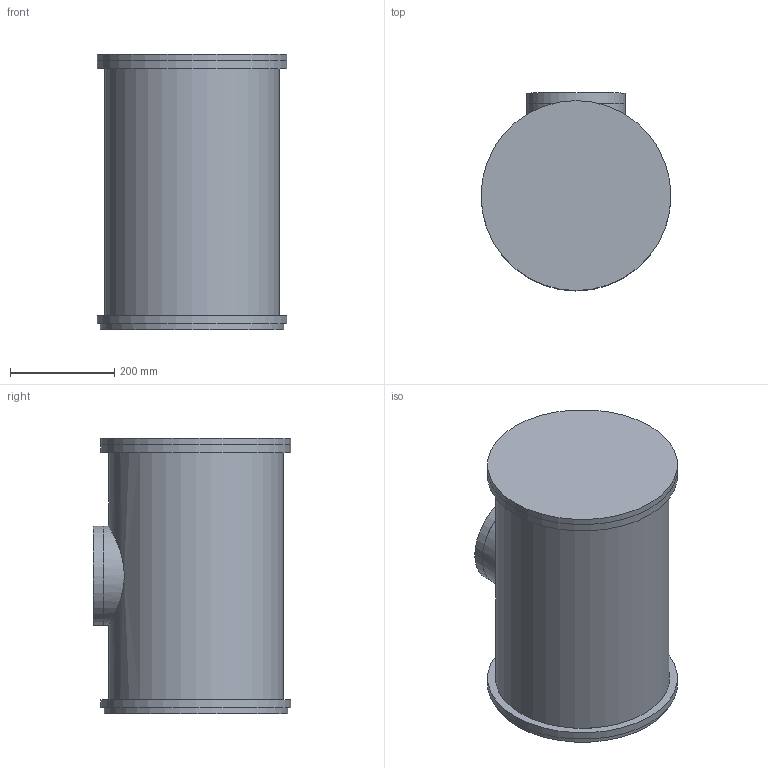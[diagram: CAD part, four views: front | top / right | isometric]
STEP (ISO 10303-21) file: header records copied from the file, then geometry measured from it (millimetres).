
FILE_DESCRIPTION(('FreeCAD Model'),'2;1');
FILE_NAME('output/everything.step','2017-05-02T08:11:47',('FreeCAD'),( 'FreeCAD'),'Open CASCADE STEP processor 7.1','FreeCAD','Unknown');
FILE_SCHEMA(('AUTOMOTIVE_DESIGN_CC2 { 1 2 10303 214 -1 1 5 4 }'));
Length unit declared in the file: millimetre
Products named in the file (24): Open CASCADE STEP translator 7.1 3; Open CASCADE STEP translator 7.1 3.1; Open CASCADE STEP translator 7.1 3.2; Open CASCADE STEP translator 7.1 3.3; Open CASCADE STEP translator 7.1 3.4; Open CASCADE STEP translator 7.1 3.5; Open CASCADE STEP translator 7.1 3.6; Open CASCADE STEP translator 7.1 3.7; Open CASCADE STEP translator 7.1 3.8; Open CASCADE STEP translator 7.1 3.9; Open CASCADE STEP translator 7.1 3.10; Open CASCADE STEP translator 7.1 3.11; Open CASCADE STEP translator 7.1 3.12; Open CASCADE STEP translator 7.1 3.13; Open CASCADE STEP translator 7.1 3.14; Open CASCADE STEP translator 7.1 3.15; Open CASCADE STEP translator 7.1 3.16; Open CASCADE STEP translator 7.1 3.17; Open CASCADE STEP translator 7.1 3.18; Open CASCADE STEP translator 7.1 3.19; Open CASCADE STEP translator 7.1 3.20; Open CASCADE STEP translator 7.1 3.21; Open CASCADE STEP translator 7.1 3.22; Open CASCADE STEP translator 7.1 3.23
Assembly tree (23 placements, depth 2):
  Open CASCADE STEP translator 7.1 3
    Open CASCADE STEP translator 7.1 3.1
    Open CASCADE STEP translator 7.1 3.2
    Open CASCADE STEP translator 7.1 3.3
    Open CASCADE STEP translator 7.1 3.4
    Open CASCADE STEP translator 7.1 3.5
    Open CASCADE STEP translator 7.1 3.6
    Open CASCADE STEP translator 7.1 3.7
    Open CASCADE STEP translator 7.1 3.8
    Open CASCADE STEP translator 7.1 3.9
    Open CASCADE STEP translator 7.1 3.10
    Open CASCADE STEP translator 7.1 3.11
    Open CASCADE STEP translator 7.1 3.12
    Open CASCADE STEP translator 7.1 3.13
    Open CASCADE STEP translator 7.1 3.14
    Open CASCADE STEP translator 7.1 3.15
    Open CASCADE STEP translator 7.1 3.16
    Open CASCADE STEP translator 7.1 3.17
    Open CASCADE STEP translator 7.1 3.18
    Open CASCADE STEP translator 7.1 3.19
    Open CASCADE STEP translator 7.1 3.20
    Open CASCADE STEP translator 7.1 3.21
    Open CASCADE STEP translator 7.1 3.22
    Open CASCADE STEP translator 7.1 3.23
Bounding box: 365 x 380 x 528.4 mm (x, y, z)
Volume: 5622509.7 mm3; surface area: 1966592.5 mm2
Topology: 22 solids, 23 shells, 748 faces, 1875 edges, 1227 vertices
Faces by surface type: cylinder 403, plane 315, bspline 16, cone 10, torus 4
Full cylindrical faces by diameter (mm): 1.75 x16, 2.2 x8, 3 x2, 3.2 x46, 14.4 x2, 17.5 x2, 106.5 x1, 186.5 x1, 190.5 x2, 194 x2, 300 x1, 315 x2, 331 x1, 335 x1, 352.8 x1, 365 x3
Entity records: 23715 total; most frequent: CARTESIAN_POINT 4380, DIRECTION 4197, ORIENTED_EDGE 3746, EDGE_CURVE 1875, AXIS2_PLACEMENT_3D 1592, VERTEX_POINT 1227, LINE 1013, VECTOR 1013
